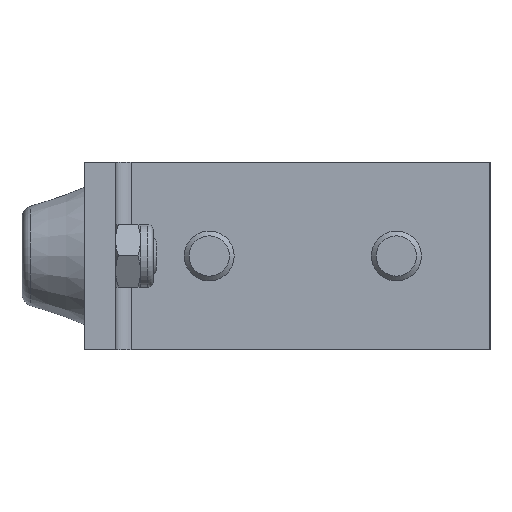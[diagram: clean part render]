
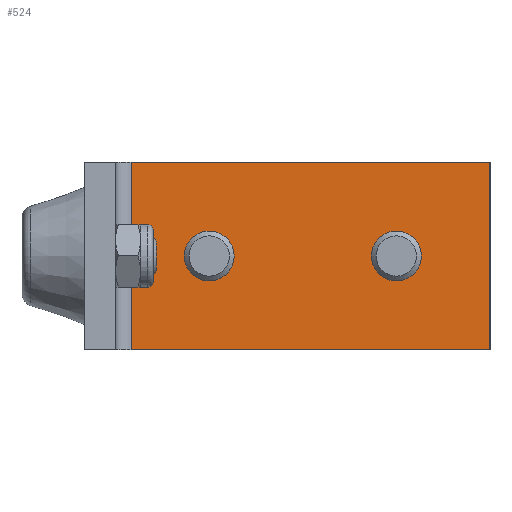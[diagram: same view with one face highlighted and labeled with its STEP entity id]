
A CAD part, top view. The second image highlights one B-rep face of the part: STEP entity #524.
In plain terms, the highlighted planar face has unit normal (0, 0, 1).
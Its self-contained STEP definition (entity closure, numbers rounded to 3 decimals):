
#524=ADVANCED_FACE('',(#958,#959,#960),#961,.T.);
#958=FACE_OUTER_BOUND('',#1366,.T.);
#959=FACE_BOUND('',#1367,.T.);
#960=FACE_BOUND('',#1368,.T.);
#961=PLANE('',#1369);
#1366=EDGE_LOOP('',(#2126,#2127,#2128,#2129));
#1367=EDGE_LOOP('',(#2130));
#1368=EDGE_LOOP('',(#2131));
#1369=AXIS2_PLACEMENT_3D('',#2132,#2133,#2134);
#2126=ORIENTED_EDGE('',*,*,#2477,.F.);
#2127=ORIENTED_EDGE('',*,*,#2587,.T.);
#2128=ORIENTED_EDGE('',*,*,#2486,.F.);
#2129=ORIENTED_EDGE('',*,*,#2424,.F.);
#2130=ORIENTED_EDGE('',*,*,#2588,.T.);
#2131=ORIENTED_EDGE('',*,*,#2589,.T.);
#2132=CARTESIAN_POINT('',(25.486,5.,52.305));
#2133=DIRECTION('',(0.,0.,1.));
#2134=DIRECTION('',(1.,0.,0.));
#2424=EDGE_CURVE('',#2814,#2816,#2817,.T.);
#2477=EDGE_CURVE('',#2896,#2814,#2898,.T.);
#2486=EDGE_CURVE('',#2816,#2909,#2910,.T.);
#2587=EDGE_CURVE('',#2896,#2909,#3041,.T.);
#2588=EDGE_CURVE('',#3042,#3042,#3043,.T.);
#2589=EDGE_CURVE('',#3044,#3044,#3045,.T.);
#2814=VERTEX_POINT('',#3451);
#2816=VERTEX_POINT('',#3454);
#2817=LINE('',#3455,#3456);
#2896=VERTEX_POINT('',#3604);
#2898=LINE('',#3606,#3607);
#2909=VERTEX_POINT('',#3631);
#2910=LINE('',#3632,#3633);
#3041=LINE('',#3852,#3853);
#3042=VERTEX_POINT('',#3854);
#3043=CIRCLE('',#3855,3.324);
#3044=VERTEX_POINT('',#3856);
#3045=CIRCLE('',#3857,3.324);
#3451=CARTESIAN_POINT('',(82.986,5.,52.305));
#3454=CARTESIAN_POINT('',(82.986,-25.,52.305));
#3455=CARTESIAN_POINT('',(82.986,5.,52.305));
#3456=VECTOR('',#4070,1.);
#3604=CARTESIAN_POINT('',(25.486,5.,52.305));
#3606=CARTESIAN_POINT('',(43.409,5.,52.305));
#3607=VECTOR('',#4124,1.);
#3631=CARTESIAN_POINT('',(25.486,-25.,52.305));
#3632=CARTESIAN_POINT('',(43.409,-25.,52.305));
#3633=VECTOR('',#4129,1.);
#3852=CARTESIAN_POINT('',(25.486,5.,52.305));
#3853=VECTOR('',#4239,1.);
#3854=CARTESIAN_POINT('',(64.662,-10.,52.305));
#3855=AXIS2_PLACEMENT_3D('',#4240,#4241,#4242);
#3856=CARTESIAN_POINT('',(34.662,-10.,52.305));
#3857=AXIS2_PLACEMENT_3D('',#4243,#4244,#4245);
#4070=DIRECTION('',(0.,-1.,0.));
#4124=DIRECTION('',(1.,0.,0.));
#4129=DIRECTION('',(-1.,0.,0.));
#4239=DIRECTION('',(0.,-1.,0.));
#4240=CARTESIAN_POINT('',(67.986,-10.,52.305));
#4241=DIRECTION('',(0.,0.,-1.));
#4242=DIRECTION('',(-1.,0.,0.));
#4243=CARTESIAN_POINT('',(37.986,-10.,52.305));
#4244=DIRECTION('',(0.,0.,-1.));
#4245=DIRECTION('',(-1.,0.,0.));
